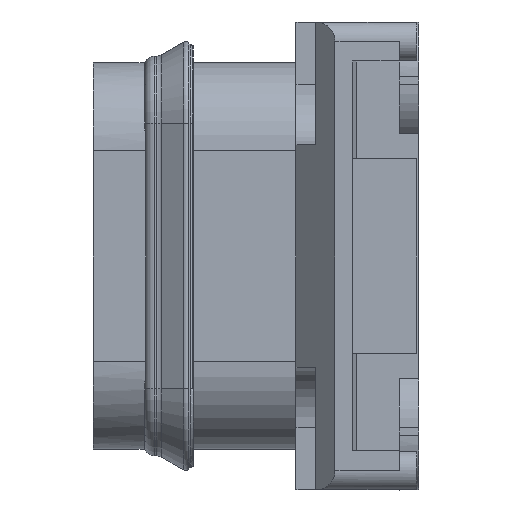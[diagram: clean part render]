
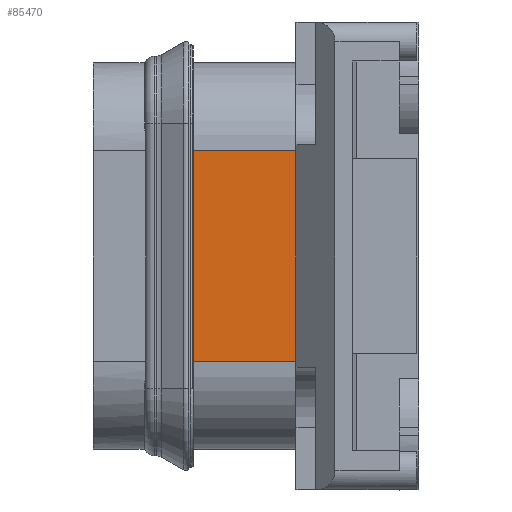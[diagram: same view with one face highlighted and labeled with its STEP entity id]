
A CAD part, left-side view. The second image highlights one B-rep face of the part: STEP entity #85470.
In plain terms, the highlighted face is planar.
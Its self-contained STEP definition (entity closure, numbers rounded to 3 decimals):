
#18110=CARTESIAN_POINT('',(-230.461,225.959,6.));
#18120=VERTEX_POINT('',#18110);
#18150=CARTESIAN_POINT('',(-225.561,225.959,6.));
#18160=DIRECTION('',(1.,0.,0.));
#18170=VECTOR('',#18160,1.);
#18180=LINE('',#18150,#18170);
#18190=CARTESIAN_POINT('',(-219.661,225.959,6.));
#18200=VERTEX_POINT('',#18190);
#18210=EDGE_CURVE('',#18120,#18200,#18180,.T.);
#68940=CARTESIAN_POINT('',(-219.661,225.959,6.576));
#68950=DIRECTION('',(0.,0.,1.));
#68960=VECTOR('',#68950,1.);
#68970=LINE('',#68940,#68960);
#68980=CARTESIAN_POINT('',(-219.661,225.959,11.261));
#68990=VERTEX_POINT('',#68980);
#69000=EDGE_CURVE('',#18200,#68990,#68970,.T.);
#84030=CARTESIAN_POINT('',(-225.561,225.959,11.261));
#84040=DIRECTION('',(-1.,0.,0.));
#84050=VECTOR('',#84040,1.);
#84060=LINE('',#84030,#84050);
#84070=CARTESIAN_POINT('',(-230.461,225.959,11.261));
#84080=VERTEX_POINT('',#84070);
#84090=EDGE_CURVE('',#68990,#84080,#84060,.T.);
#85310=CARTESIAN_POINT('',(-225.561,225.959,5.961));
#85320=DIRECTION('',(-0.,1.,0.));
#85330=DIRECTION('',(1.,0.,0.));
#85340=AXIS2_PLACEMENT_3D('',#85310,#85320,#85330);
#85350=PLANE('',#85340);
#85360=ORIENTED_EDGE('',*,*,#84090,.T.);
#85370=ORIENTED_EDGE('',*,*,#69000,.T.);
#85380=ORIENTED_EDGE('',*,*,#18210,.T.);
#85390=CARTESIAN_POINT('',(-230.461,225.959,6.576));
#85400=DIRECTION('',(0.,0.,-1.));
#85410=VECTOR('',#85400,1.);
#85420=LINE('',#85390,#85410);
#85430=EDGE_CURVE('',#84080,#18120,#85420,.T.);
#85440=ORIENTED_EDGE('',*,*,#85430,.T.);
#85450=EDGE_LOOP('',(#85440,#85380,#85370,#85360));
#85460=FACE_OUTER_BOUND('',#85450,.T.);
#85470=ADVANCED_FACE('',(#85460),#85350,.F.);
